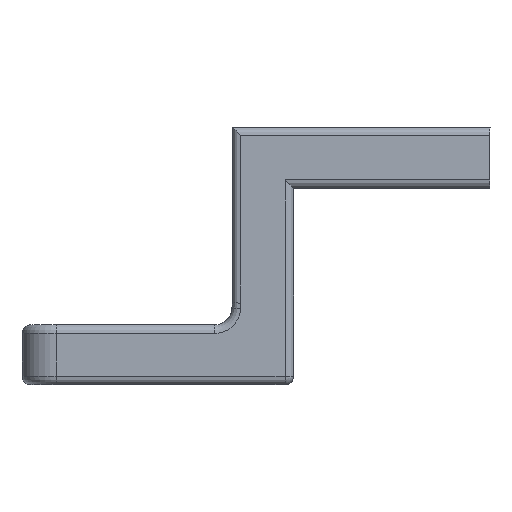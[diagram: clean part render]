
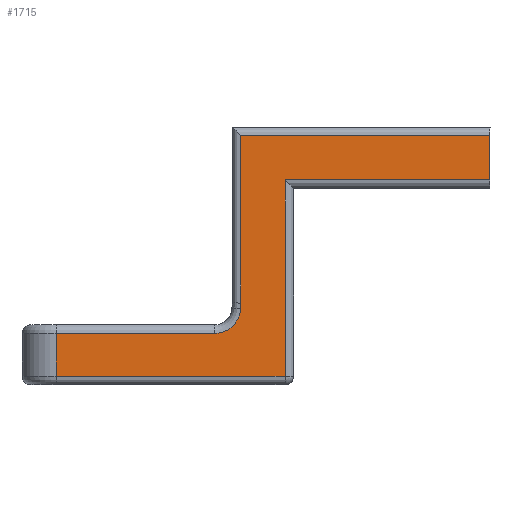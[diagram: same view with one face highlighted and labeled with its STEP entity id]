
A CAD part, front view. The second image highlights one B-rep face of the part: STEP entity #1715.
In plain terms, the highlighted planar face has unit normal (0, -1, 0).
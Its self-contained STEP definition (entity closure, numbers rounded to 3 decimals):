
#1543=CARTESIAN_POINT('',(8.223,-255.0,14.5));
#1544=VERTEX_POINT('',#1543);
#1560=CARTESIAN_POINT('',(-6.277,-255.0,14.5));
#1561=VERTEX_POINT('',#1560);
#1569=CARTESIAN_POINT('',(-6.277,-255.0,14.5));
#1570=DIRECTION('',(1.0,0.0,0.0));
#1571=VECTOR('',#1570,14.5);
#1572=LINE('',#1569,#1571);
#1573=EDGE_CURVE('',#1561,#1544,#1572,.T.);
#1592=CARTESIAN_POINT('',(-6.277,-255.0,4.764));
#1593=VERTEX_POINT('',#1592);
#1601=CARTESIAN_POINT('',(-6.277,-255.0,4.764));
#1602=DIRECTION('',(0.0,0.0,1.0));
#1603=VECTOR('',#1602,9.736);
#1604=LINE('',#1601,#1603);
#1605=EDGE_CURVE('',#1593,#1561,#1604,.T.);
#1625=CARTESIAN_POINT('',(8.223,-255.,11.923));
#1626=VERTEX_POINT('',#1625);
#1634=CARTESIAN_POINT('',(-3.7,-255.,11.923));
#1635=VERTEX_POINT('',#1634);
#1636=CARTESIAN_POINT('',(8.223,-255.0,11.923));
#1637=DIRECTION('',(-1.0,0.0,0.0));
#1638=VECTOR('',#1637,11.923);
#1639=LINE('',#1636,#1638);
#1640=EDGE_CURVE('',#1626,#1635,#1639,.T.);
#1652=CARTESIAN_POINT('',(19.0,-255.0,0.0));
#1653=DIRECTION('',(0.0,-1.0,0.0));
#1654=DIRECTION('',(0.0,0.0,-1.0));
#1655=AXIS2_PLACEMENT_3D('',#1652,#1653,#1654);
#1656=PLANE('',#1655);
#1657=ORIENTED_EDGE('',*,*,#1573,.F.);
#1658=ORIENTED_EDGE('',*,*,#1605,.F.);
#1659=CARTESIAN_POINT('',(-6.288,-255.0,4.448));
#1660=VERTEX_POINT('',#1659);
#1661=CARTESIAN_POINT('',(-6.277,-255.0,4.764));
#1662=DIRECTION('',(-0.035,0.0,-0.999));
#1663=VECTOR('',#1662,0.316);
#1664=LINE('',#1661,#1663);
#1665=EDGE_CURVE('',#1593,#1660,#1664,.T.);
#1666=ORIENTED_EDGE('',*,*,#1665,.T.);
#1667=CARTESIAN_POINT('',(-7.787,-255.0,3.));
#1668=VERTEX_POINT('',#1667);
#1669=CARTESIAN_POINT('',(-7.787,-255.0,4.5));
#1670=DIRECTION('',(0.0,1.0,0.0));
#1671=DIRECTION('',(0.999,0.0,-0.035));
#1672=AXIS2_PLACEMENT_3D('',#1669,#1670,#1671);
#1673=CIRCLE('',#1672,1.5);
#1674=EDGE_CURVE('',#1660,#1668,#1673,.T.);
#1675=ORIENTED_EDGE('',*,*,#1674,.T.);
#1676=CARTESIAN_POINT('',(-17.,-255.0,3.));
#1677=VERTEX_POINT('',#1676);
#1678=CARTESIAN_POINT('',(-7.787,-255.0,3.));
#1679=DIRECTION('',(-1.0,0.0,0.));
#1680=VECTOR('',#1679,9.213);
#1681=LINE('',#1678,#1680);
#1682=EDGE_CURVE('',#1668,#1677,#1681,.T.);
#1683=ORIENTED_EDGE('',*,*,#1682,.T.);
#1684=CARTESIAN_POINT('',(-17.0,-255.0,0.5));
#1685=VERTEX_POINT('',#1684);
#1686=CARTESIAN_POINT('',(-17.0,-255.0,0.5));
#1687=DIRECTION('',(0.,0.0,1.0));
#1688=VECTOR('',#1687,2.5);
#1689=LINE('',#1686,#1688);
#1690=EDGE_CURVE('',#1685,#1677,#1689,.T.);
#1691=ORIENTED_EDGE('',*,*,#1690,.F.);
#1692=CARTESIAN_POINT('',(-3.7,-255.0,0.5));
#1693=VERTEX_POINT('',#1692);
#1694=CARTESIAN_POINT('',(-3.7,-255.0,0.5));
#1695=DIRECTION('',(-1.0,0.0,0.0));
#1696=VECTOR('',#1695,13.3);
#1697=LINE('',#1694,#1696);
#1698=EDGE_CURVE('',#1693,#1685,#1697,.T.);
#1699=ORIENTED_EDGE('',*,*,#1698,.F.);
#1700=CARTESIAN_POINT('',(-3.7,-255.0,11.923));
#1701=DIRECTION('',(0.0,0.0,-1.0));
#1702=VECTOR('',#1701,11.423);
#1703=LINE('',#1700,#1702);
#1704=EDGE_CURVE('',#1635,#1693,#1703,.T.);
#1705=ORIENTED_EDGE('',*,*,#1704,.F.);
#1706=ORIENTED_EDGE('',*,*,#1640,.F.);
#1707=CARTESIAN_POINT('',(8.223,-255.0,14.5));
#1708=DIRECTION('',(0.0,0.0,-1.0));
#1709=VECTOR('',#1708,2.577);
#1710=LINE('',#1707,#1709);
#1711=EDGE_CURVE('',#1544,#1626,#1710,.T.);
#1712=ORIENTED_EDGE('',*,*,#1711,.F.);
#1713=EDGE_LOOP('',(#1657,#1658,#1666,#1675,#1683,#1691,#1699,#1705,#1706,#1712));
#1714=FACE_OUTER_BOUND('',#1713,.T.);
#1715=ADVANCED_FACE('',(#1714),#1656,.T.);
